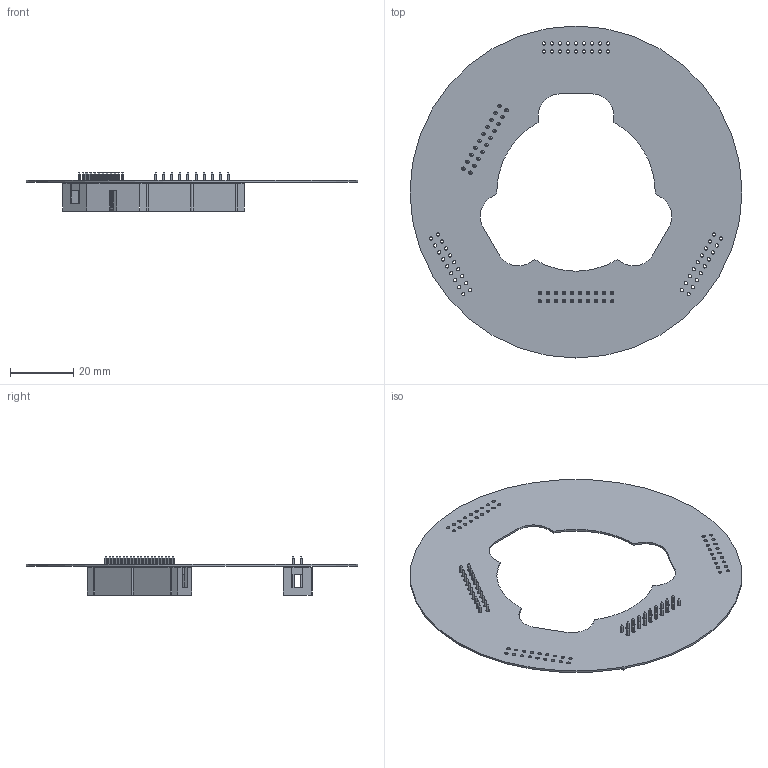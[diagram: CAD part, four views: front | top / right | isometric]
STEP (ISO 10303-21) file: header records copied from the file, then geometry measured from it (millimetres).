
FILE_DESCRIPTION(('Open CASCADE Model'),'2;1');
FILE_NAME('Open CASCADE Shape Model','2022-05-14T12:01:21',('Author'),( 'Open CASCADE'),'Open CASCADE STEP processor 6.8','Open CASCADE 6.8' ,'Unknown');
FILE_SCHEMA(('AUTOMOTIVE_DESIGN { 1 0 10303 214 1 1 1 1 }'));
Length unit declared in the file: millimetre
Products named in the file (1): PCB
Bounding box: 105 x 105 x 12.1 mm (x, y, z)
Volume: 3848.1 mm3; surface area: 17683.4 mm2
Topology: 1 solids, 971 shells, 1242 faces, 5122 edges, 4840 vertices
Faces by surface type: plane 1129, cylinder 113
Full cylindrical faces by diameter (mm): 0.85 x12, 1.05 x54, 1.1 x40, 105 x1
Entity records: 60767 total; most frequent: CARTESIAN_POINT 11217, DIRECTION 7882, ORIENTED_EDGE 5944, EDGE_CURVE 5122, VERTEX_POINT 4840, LINE 4824, VECTOR 4824, AXIS2_PLACEMENT_3D 1529
